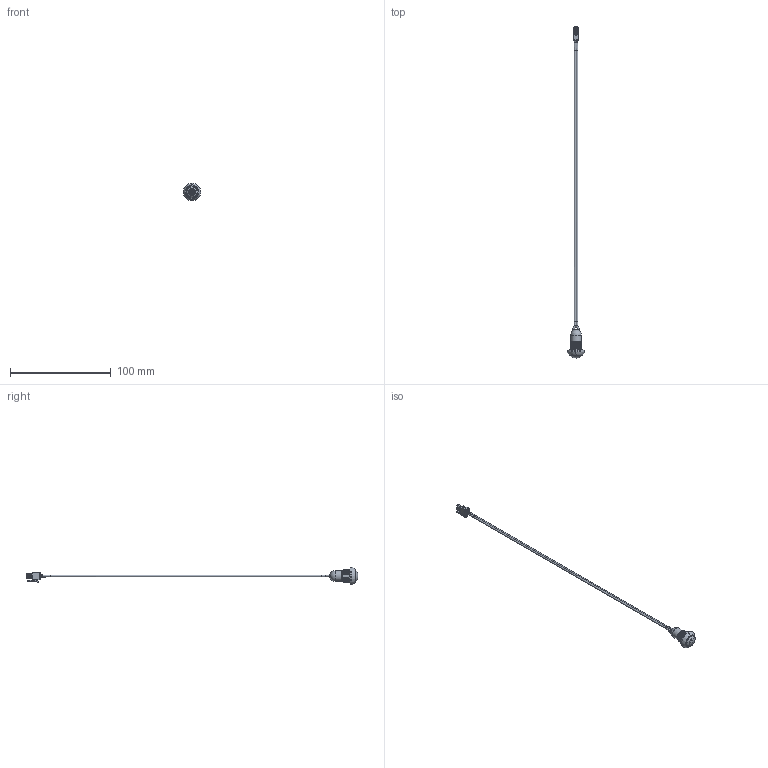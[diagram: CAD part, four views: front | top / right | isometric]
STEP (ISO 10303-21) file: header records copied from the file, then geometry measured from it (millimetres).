
FILE_DESCRIPTION(/* description */ (''),/* implementation_level */ '2;1');
FILE_NAME(/* name */ 'RP8702AB2CCEBLKxxxNIL.stp',/* time_stamp */ '2025-04-15T13:54:45-05:00',/* author */ ('jsteinblock'),/* organization */ (''),/* preprocessor_version */ 'ST-DEVELOPER v20',/* originating_system */ 'Autodesk Inventor 2022',/* authorisation */ '');
FILE_SCHEMA (('AUTOMOTIVE_DESIGN { 1 0 10303 214 3 1 1 }'));
Length unit declared in the file: inch
Products named in the file (1): RP8702AB2CCEBLKxxxNIL
Bounding box: 17.5 x 330.09 x 17.5 mm (x, y, z)
Volume: 3617.3 mm3; surface area: 6442.9 mm2
Topology: 3 solids, 4 shells, 409 faces, 1171 edges, 784 vertices
Faces by surface type: plane 205, bspline 91, cylinder 81, cone 25, torus 4, sphere 3
Full cylindrical faces by diameter (mm): 0.812 x2, 1.76 x2, 7.343 x2, 8.6 x1, 8.8 x1, 10 x1, 10.5 x1, 11 x1, 11.8 x1, 12 x1, 13.3 x1, 16 x1, 17.5 x1
Entity records: 17277 total; most frequent: CARTESIAN_POINT 7078, ORIENTED_EDGE 2330, DIRECTION 1882, EDGE_CURVE 1165, VERTEX_POINT 779, AXIS2_PLACEMENT_3D 643, LINE 596, VECTOR 596
